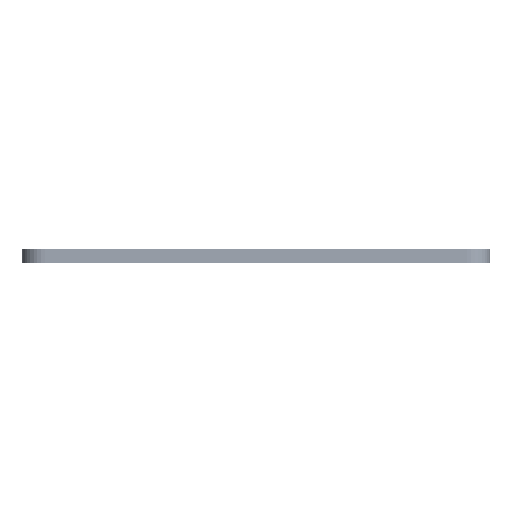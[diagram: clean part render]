
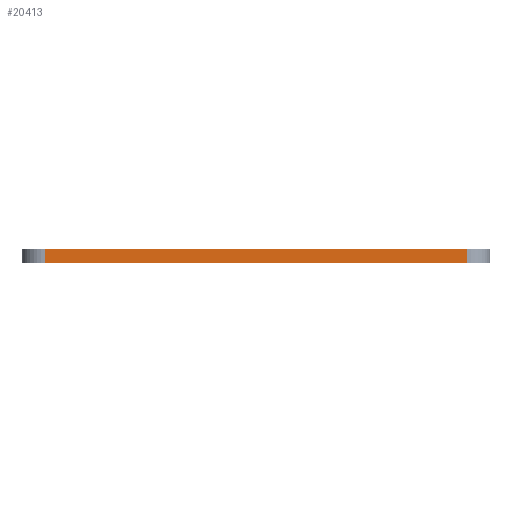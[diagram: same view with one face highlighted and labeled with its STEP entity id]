
A CAD part, left-side view. The second image highlights one B-rep face of the part: STEP entity #20413.
In plain terms, the highlighted planar face has unit normal (-1, 0, 0).
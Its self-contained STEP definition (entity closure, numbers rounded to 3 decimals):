
#1709=PLANE('',#22972);
#2560=FACE_OUTER_BOUND('',#3413,.T.);
#3413=EDGE_LOOP('',(#16157,#16158,#16159,#16160));
#5954=LINE('',#34029,#6813);
#5955=LINE('',#34032,#6814);
#5956=LINE('',#34034,#6815);
#5957=LINE('',#34035,#6816);
#6813=VECTOR('',#28911,10.);
#6814=VECTOR('',#28914,10.);
#6815=VECTOR('',#28915,10.);
#6816=VECTOR('',#28916,10.);
#10210=VERTEX_POINT('',#34025);
#10211=VERTEX_POINT('',#34027);
#10212=VERTEX_POINT('',#34031);
#10213=VERTEX_POINT('',#34033);
#12758=EDGE_CURVE('',#10210,#10211,#5954,.T.);
#12759=EDGE_CURVE('',#10212,#10210,#5955,.T.);
#12760=EDGE_CURVE('',#10213,#10211,#5956,.T.);
#12761=EDGE_CURVE('',#10212,#10213,#5957,.T.);
#16157=ORIENTED_EDGE('',*,*,#12759,.T.);
#16158=ORIENTED_EDGE('',*,*,#12758,.T.);
#16159=ORIENTED_EDGE('',*,*,#12760,.F.);
#16160=ORIENTED_EDGE('',*,*,#12761,.F.);
#20413=ADVANCED_FACE('',(#2560),#1709,.T.);
#22972=AXIS2_PLACEMENT_3D('',#34030,#28912,#28913);
#28911=DIRECTION('',(0.,0.,1.));
#28912=DIRECTION('center_axis',(-1.,0.,0.));
#28913=DIRECTION('ref_axis',(0.,-1.,0.));
#28914=DIRECTION('',(0.,-1.,0.));
#28915=DIRECTION('',(0.,-1.,0.));
#28916=DIRECTION('',(0.,0.,1.));
#34025=CARTESIAN_POINT('',(-43.18,-22.86,0.));
#34027=CARTESIAN_POINT('',(-43.18,-22.86,1.57));
#34029=CARTESIAN_POINT('',(-43.18,-22.86,0.));
#34030=CARTESIAN_POINT('Origin',(-43.18,22.86,0.));
#34031=CARTESIAN_POINT('',(-43.18,22.86,0.));
#34032=CARTESIAN_POINT('',(-43.18,22.86,0.));
#34033=CARTESIAN_POINT('',(-43.18,22.86,1.57));
#34034=CARTESIAN_POINT('',(-43.18,22.86,1.57));
#34035=CARTESIAN_POINT('',(-43.18,22.86,0.));
